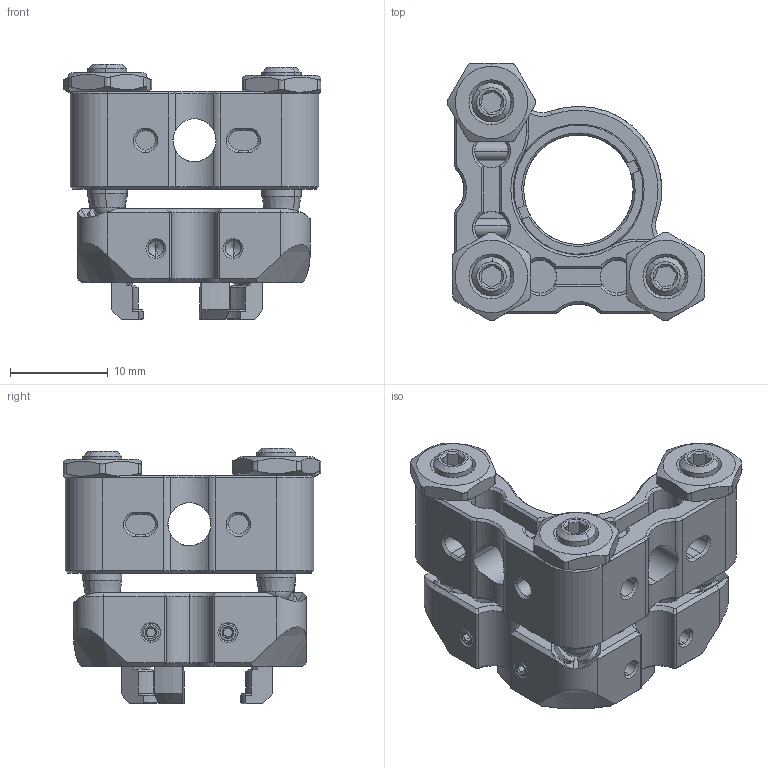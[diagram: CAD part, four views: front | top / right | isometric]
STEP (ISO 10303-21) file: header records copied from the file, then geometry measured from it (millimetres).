
FILE_DESCRIPTION (( 'STEP AP203' ), '1' );
FILE_NAME ('1.1.20.25_ZJO-PSM0.5-3.STEP', '2024-05-27T02:00:23', ( '' ), ( '' ), 'SwSTEP 2.0', 'SolidWorks 2021', '' );
FILE_SCHEMA (( 'CONFIG_CONTROL_DESIGN' ));
Length unit declared in the file: millimetre
Products named in the file (10): 30.5.101-105，LPJ2，M2不锈钢平头紧定螺丝_30.5.101-LPJ2*5; 1.1.20.24.1_替代进口不锈钢光学调整架前面板，低变形，SM0.5，含两个卡环，两轴; 32.5.1-6，蓝宝石垫片，A; DXS-0425梓袧倰鞠褒覃誹ん _3.2.2.3.1-DXS-0425-16; ZFKｲｻﾐ篋ﾖﾍｸｾｵｿｨｻｷﾑｹﾈｦ_1.8.9.1_ZFKS-K05; 替代进口不锈钢光学调整架后面板，用于φ0.5英寸光学元件_1.1.20.5.1_替代进口不锈钢光学调整架后面板，用于0.5英寸光学元件，三轴，零部件; DXS-0425梓袧牉挴蹟佪_3.2.2.3-DXS-0425-16; 标准细牙锁紧螺母，外六角_3.2.6.19_DXJ-S0425-0802; 1.1.20.25_ZJO-PSM0.5-3; 36.1，440c不锈钢滚珠_36.1.5_GZ-B3
Assembly tree (19 placements, depth 3):
  1.1.20.25_ZJO-PSM0.5-3
    替代进口不锈钢光学调整架后面板，用于φ0.5英寸光学元件_1.1.20.5.1_替代进口不锈钢光学调整架后面板，用于0.5英寸光学元件，三轴，零部件
    1.1.20.24.1_替代进口不锈钢光学调整架前面板，低变形，SM0.5，含两个卡环，两轴
    32.5.1-6，蓝宝石垫片，A  x6
    DXS-0425梓袧牉挴蹟佪_3.2.2.3-DXS-0425-16  x3
      DXS-0425梓袧倰鞠褒覃誹ん _3.2.2.3.1-DXS-0425-16
      36.1，440c不锈钢滚珠_36.1.5_GZ-B3
    30.5.101-105，LPJ2，M2不锈钢平头紧定螺丝_30.5.101-LPJ2*5  x2
    标准细牙锁紧螺母，外六角_3.2.6.19_DXJ-S0425-0802  x3
    ZFKｲｻﾐ篋ﾖﾍｸｾｵｿｨｻｷﾑｹﾈｦ_1.8.9.1_ZFKS-K05
Bounding box: 26.33 x 26.31 x 26.14 mm (x, y, z)
Volume: 4487 mm3; surface area: 5870.5 mm2
Topology: 20 solids, 20 shells, 583 faces, 1452 edges, 904 vertices
Faces by surface type: cone 201, plane 193, cylinder 171, bspline 12, sphere 6
Entity records: 15996 total; most frequent: CARTESIAN_POINT 3927, ORIENTED_EDGE 2270, DIRECTION 2254, EDGE_CURVE 1135, AXIS2_PLACEMENT_3D 874, VERTEX_POINT 709, LINE 506, VECTOR 506
